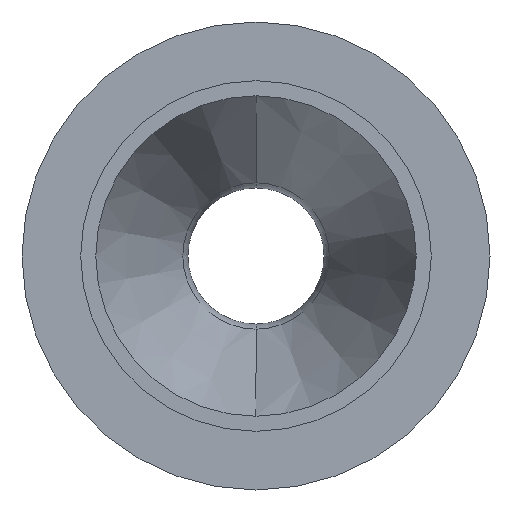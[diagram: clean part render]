
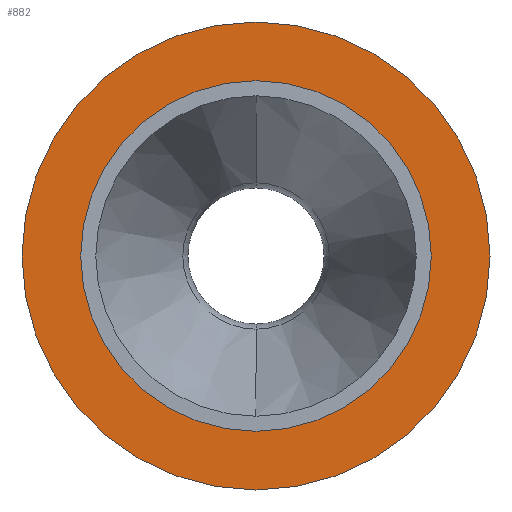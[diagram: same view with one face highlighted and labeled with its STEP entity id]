
A CAD part, left-side view. The second image highlights one B-rep face of the part: STEP entity #882.
In plain terms, the highlighted planar face has unit normal (-1, 0, 0).
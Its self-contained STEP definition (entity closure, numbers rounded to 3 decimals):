
#59 = CARTESIAN_POINT ( 'NONE',  ( 0., 0., 20.6 ) ) ;
#86 = ORIENTED_EDGE ( 'NONE', *, *, #664, .T. ) ;
#113 = EDGE_CURVE ( 'NONE', #440, #797, #380, .T. ) ;
#146 = DIRECTION ( 'NONE',  ( 0., 0., -1. ) ) ;
#169 = AXIS2_PLACEMENT_3D ( 'NONE', #404, #249, #401 ) ;
#171 = CARTESIAN_POINT ( 'NONE',  ( 0., 0., -27.5 ) ) ;
#172 = AXIS2_PLACEMENT_3D ( 'NONE', #282, #212, #146 ) ;
#212 = DIRECTION ( 'NONE',  ( 1., 0., 0. ) ) ;
#216 = DIRECTION ( 'NONE',  ( 0., 0., 1. ) ) ;
#220 = DIRECTION ( 'NONE',  ( -1., 0., 0. ) ) ;
#222 = CARTESIAN_POINT ( 'NONE',  ( 0., 0., 0. ) ) ;
#249 = DIRECTION ( 'NONE',  ( -1., 0., 0. ) ) ;
#255 = DIRECTION ( 'NONE',  ( 0., 0., 1. ) ) ;
#262 = DIRECTION ( 'NONE',  ( -1., 0., 0. ) ) ;
#263 = CARTESIAN_POINT ( 'NONE',  ( 0., 0., 0. ) ) ;
#282 = CARTESIAN_POINT ( 'NONE',  ( 0., 20.6, 0. ) ) ;
#301 = EDGE_CURVE ( 'NONE', #445, #758, #313, .T. ) ;
#313 = CIRCLE ( 'NONE', #830, 27.5 ) ;
#371 = PLANE ( 'NONE',  #172 ) ;
#380 = CIRCLE ( 'NONE', #169, 20.6 ) ;
#401 = DIRECTION ( 'NONE',  ( 0., 0., 1. ) ) ;
#404 = CARTESIAN_POINT ( 'NONE',  ( 0., 0., 0. ) ) ;
#437 = AXIS2_PLACEMENT_3D ( 'NONE', #222, #220, #216 ) ;
#440 = VERTEX_POINT ( 'NONE', #689 ) ;
#442 = ORIENTED_EDGE ( 'NONE', *, *, #618, .F. ) ;
#445 = VERTEX_POINT ( 'NONE', #710 ) ;
#450 = AXIS2_PLACEMENT_3D ( 'NONE', #263, #262, #255 ) ;
#467 = ORIENTED_EDGE ( 'NONE', *, *, #113, .F. ) ;
#560 = EDGE_LOOP ( 'NONE', ( #634, #86 ) ) ;
#582 = FACE_OUTER_BOUND ( 'NONE', #560, .T. ) ;
#588 = EDGE_LOOP ( 'NONE', ( #442, #467 ) ) ;
#599 = FACE_BOUND ( 'NONE', #588, .T. ) ;
#618 = EDGE_CURVE ( 'NONE', #797, #440, #883, .T. ) ;
#634 = ORIENTED_EDGE ( 'NONE', *, *, #301, .T. ) ;
#664 = EDGE_CURVE ( 'NONE', #758, #445, #766, .T. ) ;
#689 = CARTESIAN_POINT ( 'NONE',  ( 0., 0., -20.6 ) ) ;
#710 = CARTESIAN_POINT ( 'NONE',  ( 0., 0., 27.5 ) ) ;
#758 = VERTEX_POINT ( 'NONE', #171 ) ;
#766 = CIRCLE ( 'NONE', #437, 27.5 ) ;
#797 = VERTEX_POINT ( 'NONE', #59 ) ;
#830 = AXIS2_PLACEMENT_3D ( 'NONE', #856, #853, #851 ) ;
#851 = DIRECTION ( 'NONE',  ( 0., 0., 1. ) ) ;
#853 = DIRECTION ( 'NONE',  ( -1., 0., 0. ) ) ;
#856 = CARTESIAN_POINT ( 'NONE',  ( 0., 0., 0. ) ) ;
#882 = ADVANCED_FACE ( 'NONE', ( #599, #582 ), #371, .F. ) ;
#883 = CIRCLE ( 'NONE', #450, 20.6 ) ;
